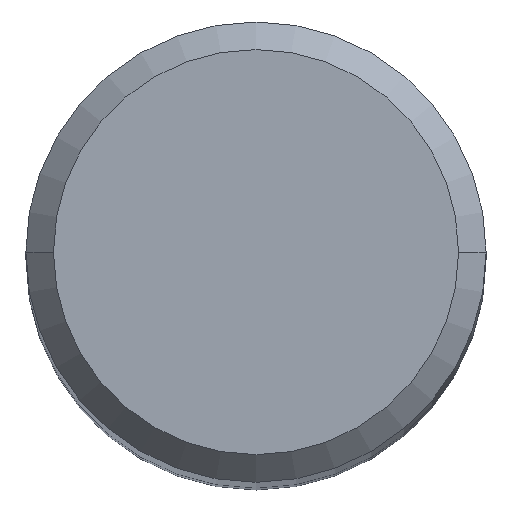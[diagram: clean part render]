
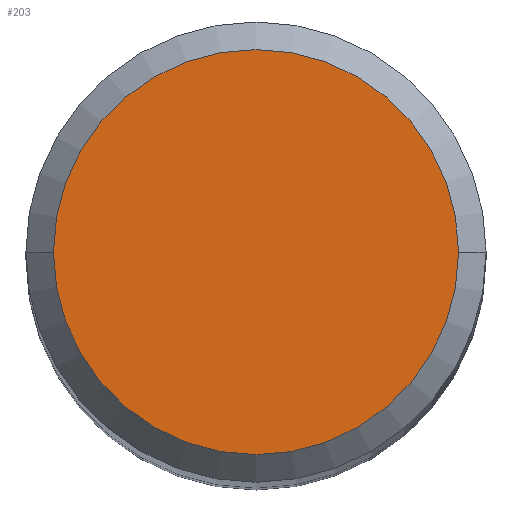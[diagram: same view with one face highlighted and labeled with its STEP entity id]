
A CAD part, top view. The second image highlights one B-rep face of the part: STEP entity #203.
In plain terms, the highlighted planar face has unit normal (0, 0, 1).
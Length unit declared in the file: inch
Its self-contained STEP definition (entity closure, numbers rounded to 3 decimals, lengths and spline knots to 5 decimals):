
#6 = DIRECTION ( 'NONE',  ( 0., 0., 1. ) ) ;
#9 = EDGE_LOOP ( 'NONE', ( #319, #43 ) ) ;
#29 = DIRECTION ( 'NONE',  ( 1., 0., 0. ) ) ;
#43 = ORIENTED_EDGE ( 'NONE', *, *, #187, .T. ) ;
#56 = DIRECTION ( 'NONE',  ( 1., 0., 0. ) ) ;
#61 = CARTESIAN_POINT ( 'NONE',  ( -0.11, 0., 2.5 ) ) ;
#62 = CIRCLE ( 'NONE', #251, 0.11 ) ;
#112 = CARTESIAN_POINT ( 'NONE',  ( 0., 0., 2.5 ) ) ;
#124 = CARTESIAN_POINT ( 'NONE',  ( 0., 0., 2.5 ) ) ;
#140 = VERTEX_POINT ( 'NONE', #61 ) ;
#182 = CIRCLE ( 'NONE', #324, 0.11 ) ;
#187 = EDGE_CURVE ( 'NONE', #299, #140, #62, .T. ) ;
#200 = PLANE ( 'NONE',  #302 ) ;
#203 = ADVANCED_FACE ( 'NONE', ( #205 ), #200, .T. ) ;
#205 = FACE_OUTER_BOUND ( 'NONE', #9, .T. ) ;
#238 = DIRECTION ( 'NONE',  ( 1., 0., 0. ) ) ;
#251 = AXIS2_PLACEMENT_3D ( 'NONE', #112, #6, #238 ) ;
#262 = DIRECTION ( 'NONE',  ( 0., 0., 1. ) ) ;
#287 = DIRECTION ( 'NONE',  ( 0., 0., 1. ) ) ;
#299 = VERTEX_POINT ( 'NONE', #325 ) ;
#302 = AXIS2_PLACEMENT_3D ( 'NONE', #308, #287, #29 ) ;
#308 = CARTESIAN_POINT ( 'NONE',  ( 0., 0., 2.5 ) ) ;
#319 = ORIENTED_EDGE ( 'NONE', *, *, #326, .T. ) ;
#324 = AXIS2_PLACEMENT_3D ( 'NONE', #124, #262, #56 ) ;
#325 = CARTESIAN_POINT ( 'NONE',  ( 0.11, 0., 2.5 ) ) ;
#326 = EDGE_CURVE ( 'NONE', #140, #299, #182, .T. ) ;
